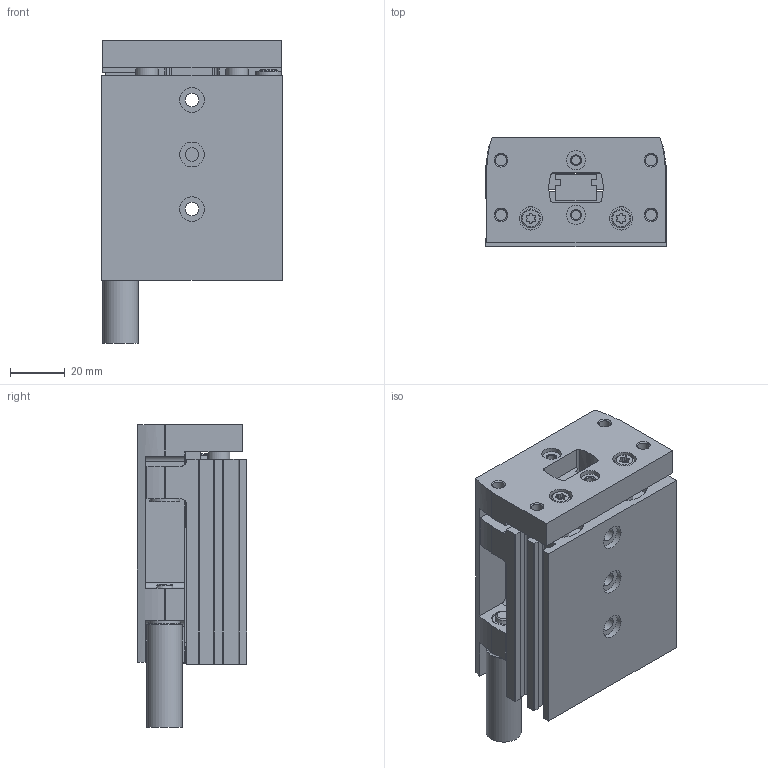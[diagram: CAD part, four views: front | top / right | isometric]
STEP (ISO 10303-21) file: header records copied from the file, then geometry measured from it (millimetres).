
FILE_DESCRIPTION(/* description */ ('STEP AP214'),/* implementation_level */ '2;1');
FILE_NAME(/* name */ '8085132_DGST-16-30-PA',/* time_stamp */ '2024-08-15T08:41:06+02:00',/* author */ ('License CC BY-ND 4.0'),/* organization */ ('CADENAS'),/* preprocessor_version */ 'ST-DEVELOPER v19.3',/* originating_system */ 'PARTsolutions',/* authorisation */ ' ');
FILE_SCHEMA (('AUTOMOTIVE_DESIGN {1 0 10303 214 3 1 1}'));
Length unit declared in the file: millimetre
Products named in the file (5): 8085132 DGST-16-30-PA---(0-high); 8073895 DGST-16-30---P---(mechanical-high)h; 8073895 DGST-16-30---(mechanical-high)s; 8074427 DYEF-G8-M10x1; 699440 DGSL-12-P
Assembly tree (6 placements, depth 2):
  8085132 DGST-16-30-PA---(0-high)
    8073895 DGST-16-30---P---(mechanical-high)h
    8073895 DGST-16-30---(mechanical-high)s
    8074427 DYEF-G8-M10x1  x2
    699440 DGSL-12-P  x2
Bounding box: 66 x 40 x 110.85 mm (x, y, z)
Volume: 177925.1 mm3; surface area: 65477.1 mm2
Topology: 6 solids, 6 shells, 501 faces, 1174 edges, 754 vertices
Faces by surface type: plane 229, cylinder 208, cone 51, torus 13
Full cylindrical faces by diameter (mm): 3 x2, 3.242 x4, 4.134 x10, 4.917 x3, 5 x3, 6 x8, 7 x6, 7.2 x1, 8 x2, 8.1 x2, 8.5 x2, 8.917 x4, 9 x3, 9.5 x4, 10 x4, 10.1 x2, 11 x2, 11.5 x2, 13 x2, 16 x6
Entity records: 14256 total; most frequent: DIRECTION 2346, CARTESIAN_POINT 2190, ORIENTED_EDGE 1942, EDGE_CURVE 971, AXIS2_PLACEMENT_3D 926, VERTEX_POINT 700, FACE_BOUND 655, EDGE_LOOP 654
